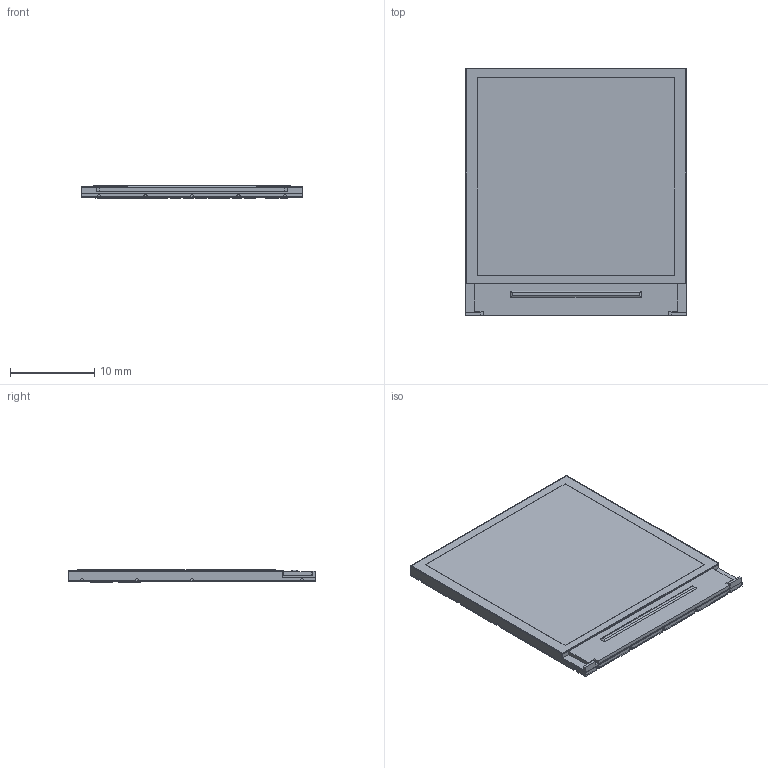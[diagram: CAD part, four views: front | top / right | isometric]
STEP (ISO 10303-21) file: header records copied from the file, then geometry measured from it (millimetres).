
FILE_DESCRIPTION(/* description */ ('Unknown'),/* implementation_level */ '2;1');
FILE_NAME(/* name */ '1.3 TFT IPS - No Cable',/* time_stamp */ '2019-10-07T17:13:13-04:00',/* author */ ('John Loeffler'),/* organization */ ('Unknown'),/* preprocessor_version */ 'ST-DEVELOPER v16.7',/* originating_system */ 'DEX',/* authorisation */ $);
FILE_SCHEMA (('AUTOMOTIVE_DESIGN {1 0 10303 214 3 1 1}'));
Length unit declared in the file: millimetre
Products named in the file (1): 1.3 TFT IPS - No Cable
Bounding box: 26.24 x 29.34 x 1.46 mm (x, y, z)
Volume: 1073.6 mm3; surface area: 1967.3 mm2
Topology: 1 solids, 21 shells, 550 faces, 1448 edges, 938 vertices
Faces by surface type: plane 438, bspline 70, cylinder 42
Entity records: 23479 total; most frequent: CARTESIAN_POINT 7287, ORIENTED_EDGE 2868, DIRECTION 1974, EDGE_CURVE 1434, VERTEX_POINT 938, AXIS2_PLACEMENT_3D 675, LINE 624, VECTOR 624
